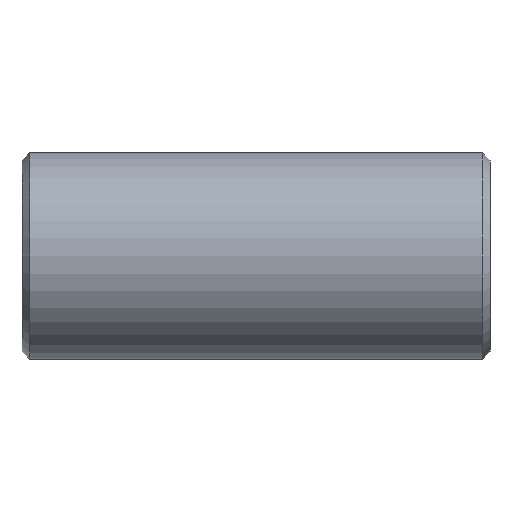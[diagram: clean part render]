
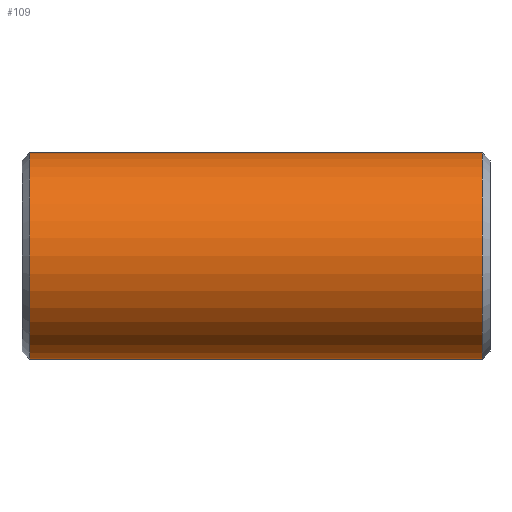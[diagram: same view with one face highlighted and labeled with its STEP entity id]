
A CAD part, front view. The second image highlights one B-rep face of the part: STEP entity #109.
In plain terms, the highlighted cylindrical face has radius 21.082 mm (diameter 42.164 mm), a partial arc.
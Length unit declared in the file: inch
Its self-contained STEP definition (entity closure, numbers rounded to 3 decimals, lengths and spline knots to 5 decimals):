
#22 = VERTEX_POINT ( 'NONE', #142 ) ;
#35 = DIRECTION ( 'NONE',  ( -1., 0., 0. ) ) ;
#43 = LINE ( 'NONE', #105, #126 ) ;
#51 = ORIENTED_EDGE ( 'NONE', *, *, #650, .T. ) ;
#63 = DIRECTION ( 'NONE',  ( 0., 0., -1. ) ) ;
#89 = CARTESIAN_POINT ( 'NONE',  ( 1.88, 0., 0. ) ) ;
#94 = DIRECTION ( 'NONE',  ( 1., 0., 0. ) ) ;
#105 = CARTESIAN_POINT ( 'NONE',  ( 1.88, 0., -0.83 ) ) ;
#106 = AXIS2_PLACEMENT_3D ( 'NONE', #524, #687, #63 ) ;
#109 = ADVANCED_FACE ( 'NONE', ( #596 ), #527, .T. ) ;
#126 = VECTOR ( 'NONE', #35, 39.37008 ) ;
#142 = CARTESIAN_POINT ( 'NONE',  ( 1.81633, 0., -0.83 ) ) ;
#191 = EDGE_CURVE ( 'NONE', #459, #520, #355, .T. ) ;
#261 = EDGE_CURVE ( 'NONE', #22, #494, #43, .T. ) ;
#313 = DIRECTION ( 'NONE',  ( 0., 0., 1. ) ) ;
#315 = CARTESIAN_POINT ( 'NONE',  ( -1.81633, 0., 0.83 ) ) ;
#343 = ORIENTED_EDGE ( 'NONE', *, *, #577, .T. ) ;
#355 = LINE ( 'NONE', #698, #380 ) ;
#371 = CARTESIAN_POINT ( 'NONE',  ( -1.81633, 0., -0.83 ) ) ;
#380 = VECTOR ( 'NONE', #644, 39.37008 ) ;
#418 = DIRECTION ( 'NONE',  ( -1., 0., 0. ) ) ;
#455 = ORIENTED_EDGE ( 'NONE', *, *, #261, .F. ) ;
#459 = VERTEX_POINT ( 'NONE', #595 ) ;
#474 = CIRCLE ( 'NONE', #106, 0.83 ) ;
#494 = VERTEX_POINT ( 'NONE', #371 ) ;
#497 = EDGE_LOOP ( 'NONE', ( #455, #51, #717, #343 ) ) ;
#499 = AXIS2_PLACEMENT_3D ( 'NONE', #547, #94, #538 ) ;
#508 = AXIS2_PLACEMENT_3D ( 'NONE', #89, #418, #313 ) ;
#520 = VERTEX_POINT ( 'NONE', #315 ) ;
#524 = CARTESIAN_POINT ( 'NONE',  ( 1.81633, 0., 0. ) ) ;
#527 = CYLINDRICAL_SURFACE ( 'NONE', #508, 0.83 ) ;
#538 = DIRECTION ( 'NONE',  ( 0., 0., 1. ) ) ;
#547 = CARTESIAN_POINT ( 'NONE',  ( -1.81633, 0., 0. ) ) ;
#577 = EDGE_CURVE ( 'NONE', #520, #494, #730, .T. ) ;
#595 = CARTESIAN_POINT ( 'NONE',  ( 1.81633, 0., 0.83 ) ) ;
#596 = FACE_OUTER_BOUND ( 'NONE', #497, .T. ) ;
#644 = DIRECTION ( 'NONE',  ( -1., 0., 0. ) ) ;
#650 = EDGE_CURVE ( 'NONE', #22, #459, #474, .T. ) ;
#687 = DIRECTION ( 'NONE',  ( -1., 0., 0. ) ) ;
#698 = CARTESIAN_POINT ( 'NONE',  ( 1.88, 0., 0.83 ) ) ;
#717 = ORIENTED_EDGE ( 'NONE', *, *, #191, .T. ) ;
#730 = CIRCLE ( 'NONE', #499, 0.83 ) ;
